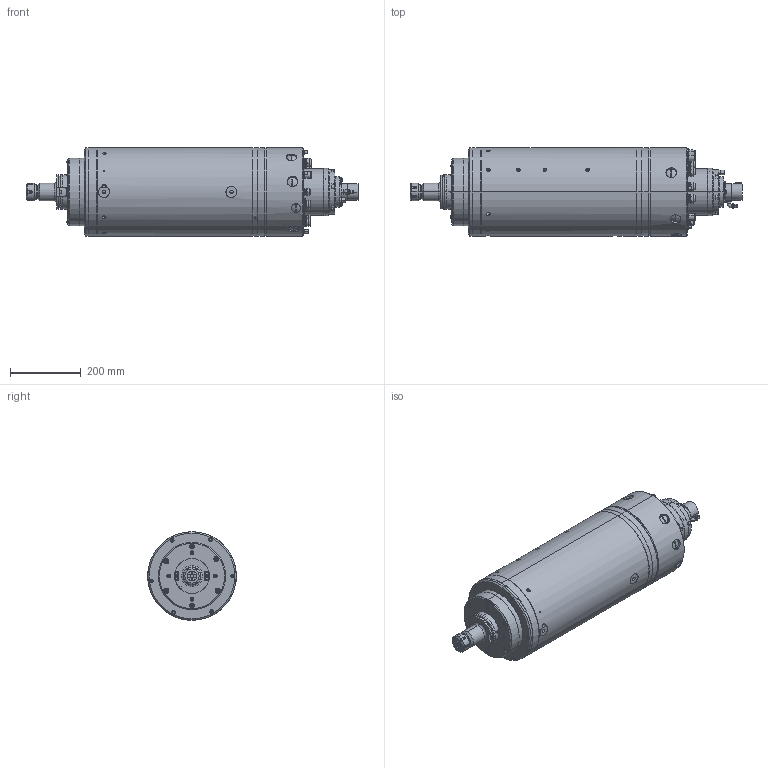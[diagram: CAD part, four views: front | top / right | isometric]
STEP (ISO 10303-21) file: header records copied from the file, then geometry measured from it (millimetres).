
FILE_DESCRIPTION (( 'STEP AP203' ), '1' );
FILE_NAME ('250AI12BHW-00-.STEP', '2014-09-17T12:56:19', ( '' ), ( '' ), 'SwSTEP 2.0', 'SolidWorks 2014', '' );
FILE_SCHEMA (( 'CONFIG_CONTROL_DESIGN' ));
Length unit declared in the file: millimetre
Products named in the file (1): 250AI12BHW-00-
Bounding box: 936.96 x 250 x 250 mm (x, y, z)
Surface area: 881446.2 mm2 (no closed solid volume)
Topology: 0 solids, 175 shells, 1582 faces, 5001 edges, 3608 vertices
Faces by surface type: cylinder 681, plane 601, cone 143, torus 129, sphere 16, bspline 12
Entity records: 60115 total; most frequent: CARTESIAN_POINT 14558, DIRECTION 10358, ORIENTED_EDGE 7833, EDGE_CURVE 4975, AXIS2_PLACEMENT_3D 4053, VERTEX_POINT 3602, CIRCLE 2482, VECTOR 2252
